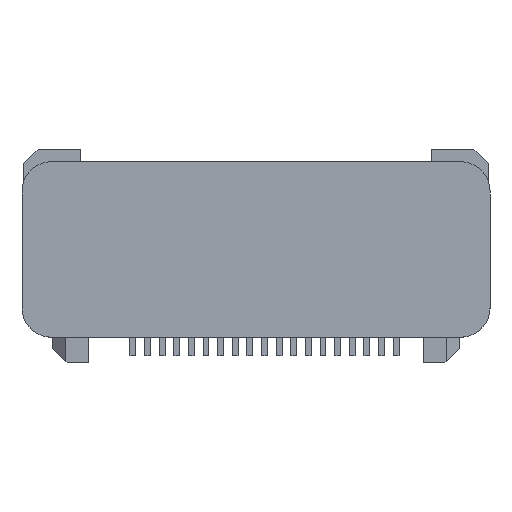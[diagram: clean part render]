
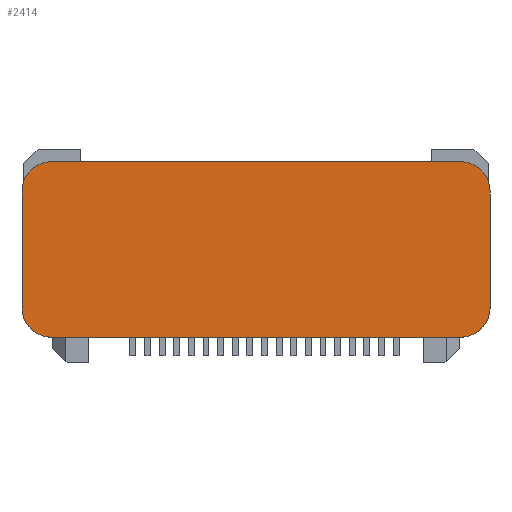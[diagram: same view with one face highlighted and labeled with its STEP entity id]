
A CAD part, top view. The second image highlights one B-rep face of the part: STEP entity #2414.
In plain terms, the highlighted planar face has unit normal (0, 0, 1).
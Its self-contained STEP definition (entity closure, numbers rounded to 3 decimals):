
#2414=ADVANCED_FACE('',(#4839),#4840,.T.);
#4839=FACE_OUTER_BOUND('',#7257,.T.);
#4840=PLANE('',#7258);
#7257=EDGE_LOOP('',(#15450,#15451,#15452,#15453,#15454,#15455,#15456,#15457));
#7258=AXIS2_PLACEMENT_3D('',#15458,#15459,#15460);
#15450=ORIENTED_EDGE('',*,*,#18795,.T.);
#15451=ORIENTED_EDGE('',*,*,#18792,.F.);
#15452=ORIENTED_EDGE('',*,*,#18789,.T.);
#15453=ORIENTED_EDGE('',*,*,#18786,.F.);
#15454=ORIENTED_EDGE('',*,*,#18783,.T.);
#15455=ORIENTED_EDGE('',*,*,#18780,.F.);
#15456=ORIENTED_EDGE('',*,*,#18777,.T.);
#15457=ORIENTED_EDGE('',*,*,#18798,.F.);
#15458=CARTESIAN_POINT('',(0.,-2.675,1.0));
#15459=DIRECTION('',(0.0,0.0,1.0));
#15460=DIRECTION('',(1.0,0.0,0.0));
#18777=EDGE_CURVE('',#23736,#23734,#23737,.T.);
#18780=EDGE_CURVE('',#23736,#23740,#23741,.T.);
#18783=EDGE_CURVE('',#23744,#23740,#23745,.T.);
#18786=EDGE_CURVE('',#23744,#23748,#23749,.T.);
#18789=EDGE_CURVE('',#23752,#23748,#23753,.T.);
#18792=EDGE_CURVE('',#23752,#23756,#23757,.T.);
#18795=EDGE_CURVE('',#23760,#23756,#23761,.T.);
#18798=EDGE_CURVE('',#23760,#23734,#23764,.T.);
#23734=VERTEX_POINT('',#30896);
#23736=VERTEX_POINT('',#30899);
#23737=LINE('',#30900,#30901);
#23740=VERTEX_POINT('',#30905);
#23741=CIRCLE('',#30906,1.0);
#23744=VERTEX_POINT('',#30910);
#23745=LINE('',#30911,#30912);
#23748=VERTEX_POINT('',#30916);
#23749=CIRCLE('',#30917,1.0);
#23752=VERTEX_POINT('',#30921);
#23753=LINE('',#30922,#30923);
#23756=VERTEX_POINT('',#30927);
#23757=CIRCLE('',#30928,1.0);
#23760=VERTEX_POINT('',#30932);
#23761=LINE('',#30933,#30934);
#23764=CIRCLE('',#30938,1.0);
#30896=CARTESIAN_POINT('',(7.,-5.675,1.0));
#30899=CARTESIAN_POINT('',(-7.,-5.675,1.0));
#30900=CARTESIAN_POINT('',(-7.,-5.675,1.0));
#30901=VECTOR('',#34187,14.0);
#30905=CARTESIAN_POINT('',(-8.0,-4.675,1.0));
#30906=AXIS2_PLACEMENT_3D('',#34189,#34190,#34191);
#30910=CARTESIAN_POINT('',(-8.0,-0.675,1.0));
#30911=CARTESIAN_POINT('',(-8.0,-0.675,1.0));
#30912=VECTOR('',#34193,4.0);
#30916=CARTESIAN_POINT('',(-7.,0.325,1.0));
#30917=AXIS2_PLACEMENT_3D('',#34195,#34196,#34197);
#30921=CARTESIAN_POINT('',(7.,0.325,1.0));
#30922=CARTESIAN_POINT('',(7.,0.325,1.0));
#30923=VECTOR('',#34199,14.0);
#30927=CARTESIAN_POINT('',(8.,-0.675,1.0));
#30928=AXIS2_PLACEMENT_3D('',#34201,#34202,#34203);
#30932=CARTESIAN_POINT('',(8.,-4.675,1.0));
#30933=CARTESIAN_POINT('',(8.,-4.675,1.0));
#30934=VECTOR('',#34205,4.);
#30938=AXIS2_PLACEMENT_3D('',#34207,#34208,#34209);
#34187=DIRECTION('',(1.0,0.0,0.0));
#34189=CARTESIAN_POINT('',(-7.0,-4.675,1.0));
#34190=DIRECTION('',(-0.0,0.0,-1.0));
#34191=DIRECTION('',(0.,-1.0,0.0));
#34193=DIRECTION('',(0.0,-1.0,0.0));
#34195=CARTESIAN_POINT('',(-7.0,-0.675,1.0));
#34196=DIRECTION('',(-0.0,0.0,-1.0));
#34197=DIRECTION('',(-1.0,0.,0.0));
#34199=DIRECTION('',(-1.0,0.0,0.0));
#34201=CARTESIAN_POINT('',(7.,-0.675,1.0));
#34202=DIRECTION('',(0.0,0.0,-1.0));
#34203=DIRECTION('',(0.,1.0,0.0));
#34205=DIRECTION('',(0.0,1.0,0.0));
#34207=CARTESIAN_POINT('',(7.,-4.675,1.0));
#34208=DIRECTION('',(0.0,0.0,-1.0));
#34209=DIRECTION('',(1.0,0.,0.0));
